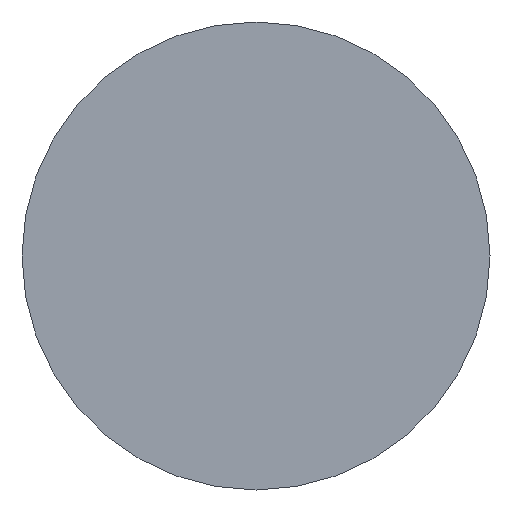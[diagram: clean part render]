
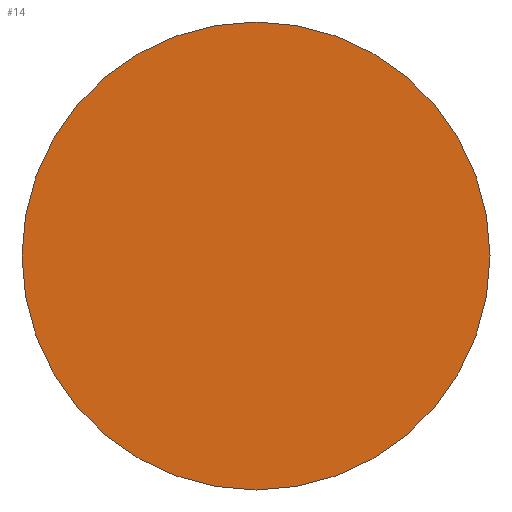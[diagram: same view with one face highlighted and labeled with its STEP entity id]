
A CAD part, front view. The second image highlights one B-rep face of the part: STEP entity #14.
In plain terms, the highlighted planar face has unit normal (0, -1, 0).
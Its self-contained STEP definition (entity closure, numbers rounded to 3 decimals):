
#10 = CARTESIAN_POINT ( 'NONE',  ( 0., 0., 0. ) ) ;
#14 = ADVANCED_FACE ( 'NONE', ( #205 ), #115, .T. ) ;
#25 = AXIS2_PLACEMENT_3D ( 'NONE', #40, #98, #215 ) ;
#31 = EDGE_LOOP ( 'NONE', ( #201, #91 ) ) ;
#40 = CARTESIAN_POINT ( 'NONE',  ( 0., 0., 0. ) ) ;
#71 = CARTESIAN_POINT ( 'NONE',  ( 0., 0., 0. ) ) ;
#91 = ORIENTED_EDGE ( 'NONE', *, *, #147, .F. ) ;
#96 = CARTESIAN_POINT ( 'NONE',  ( 14.5, 0., 0. ) ) ;
#98 = DIRECTION ( 'NONE',  ( 0., 1., 0. ) ) ;
#99 = DIRECTION ( 'NONE',  ( 0., 1., 0. ) ) ;
#104 = CIRCLE ( 'NONE', #25, 14.5 ) ;
#108 = AXIS2_PLACEMENT_3D ( 'NONE', #10, #99, #238 ) ;
#115 = PLANE ( 'NONE',  #207 ) ;
#135 = CIRCLE ( 'NONE', #108, 14.5 ) ;
#147 = EDGE_CURVE ( 'NONE', #148, #227, #135, .T. ) ;
#148 = VERTEX_POINT ( 'NONE', #96 ) ;
#186 = EDGE_CURVE ( 'NONE', #227, #148, #104, .T. ) ;
#195 = CARTESIAN_POINT ( 'NONE',  ( -14.5, 0., 0. ) ) ;
#201 = ORIENTED_EDGE ( 'NONE', *, *, #186, .F. ) ;
#205 = FACE_OUTER_BOUND ( 'NONE', #31, .T. ) ;
#206 = DIRECTION ( 'NONE',  ( 0., -1., 0. ) ) ;
#207 = AXIS2_PLACEMENT_3D ( 'NONE', #71, #206, #233 ) ;
#215 = DIRECTION ( 'NONE',  ( -1., 0., 0. ) ) ;
#227 = VERTEX_POINT ( 'NONE', #195 ) ;
#233 = DIRECTION ( 'NONE',  ( 1., 0., 0. ) ) ;
#238 = DIRECTION ( 'NONE',  ( -1., 0., 0. ) ) ;
